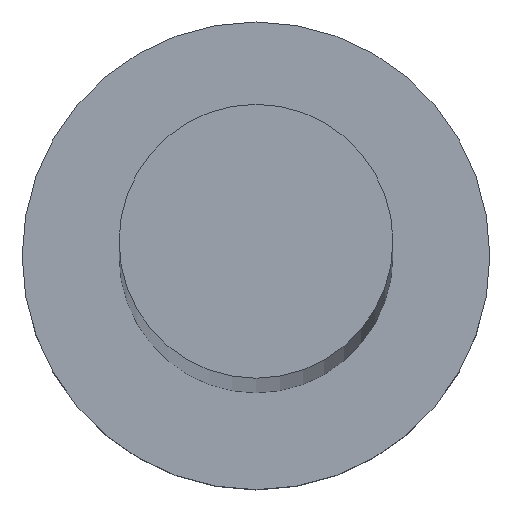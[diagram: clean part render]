
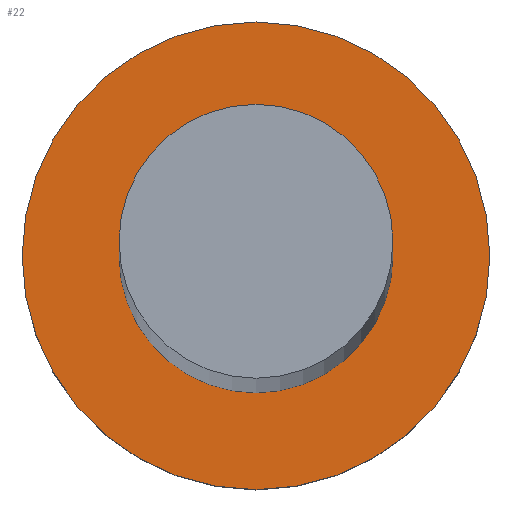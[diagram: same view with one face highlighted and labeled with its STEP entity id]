
A CAD part, top view. The second image highlights one B-rep face of the part: STEP entity #22.
In plain terms, the highlighted planar face has unit normal (0, 0, 1).
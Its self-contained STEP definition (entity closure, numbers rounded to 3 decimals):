
#3 = DIRECTION ( 'NONE',  ( 0., 0., 1. ) ) ;
#5 = AXIS2_PLACEMENT_3D ( 'NONE', #163, #143, #43 ) ;
#6 = CARTESIAN_POINT ( 'NONE',  ( 0., 0., 5. ) ) ;
#9 = ORIENTED_EDGE ( 'NONE', *, *, #147, .F. ) ;
#22 = ADVANCED_FACE ( 'NONE', ( #238, #179 ), #254, .T. ) ;
#26 = CARTESIAN_POINT ( 'NONE',  ( 7., 0., 5. ) ) ;
#30 = DIRECTION ( 'NONE',  ( 1., 0., 0. ) ) ;
#42 = ORIENTED_EDGE ( 'NONE', *, *, #153, .T. ) ;
#43 = DIRECTION ( 'NONE',  ( 1., 0., 0. ) ) ;
#74 = CARTESIAN_POINT ( 'NONE',  ( 0., 0., 5. ) ) ;
#77 = ORIENTED_EDGE ( 'NONE', *, *, #255, .F. ) ;
#80 = CIRCLE ( 'NONE', #218, 7. ) ;
#82 = CIRCLE ( 'NONE', #247, 4.1 ) ;
#88 = ORIENTED_EDGE ( 'NONE', *, *, #182, .T. ) ;
#89 = CARTESIAN_POINT ( 'NONE',  ( -4.1, 0., 5. ) ) ;
#105 = CIRCLE ( 'NONE', #5, 4.1 ) ;
#110 = CARTESIAN_POINT ( 'NONE',  ( -7., 0., 5. ) ) ;
#112 = DIRECTION ( 'NONE',  ( 0., 0., 1. ) ) ;
#113 = AXIS2_PLACEMENT_3D ( 'NONE', #6, #3, #141 ) ;
#123 = AXIS2_PLACEMENT_3D ( 'NONE', #160, #129, #222 ) ;
#124 = DIRECTION ( 'NONE',  ( 0., 0., 1. ) ) ;
#126 = VERTEX_POINT ( 'NONE', #89 ) ;
#129 = DIRECTION ( 'NONE',  ( 0., 0., 1. ) ) ;
#141 = DIRECTION ( 'NONE',  ( 1., 0., 0. ) ) ;
#143 = DIRECTION ( 'NONE',  ( 0., 0., 1. ) ) ;
#147 = EDGE_CURVE ( 'NONE', #225, #126, #105, .T. ) ;
#153 = EDGE_CURVE ( 'NONE', #223, #203, #80, .T. ) ;
#160 = CARTESIAN_POINT ( 'NONE',  ( 0., 0., 5. ) ) ;
#163 = CARTESIAN_POINT ( 'NONE',  ( 0., 0., 5. ) ) ;
#166 = EDGE_LOOP ( 'NONE', ( #77, #9 ) ) ;
#172 = CIRCLE ( 'NONE', #113, 7. ) ;
#179 = FACE_OUTER_BOUND ( 'NONE', #253, .T. ) ;
#182 = EDGE_CURVE ( 'NONE', #203, #223, #172, .T. ) ;
#201 = DIRECTION ( 'NONE',  ( 1., 0., 0. ) ) ;
#203 = VERTEX_POINT ( 'NONE', #110 ) ;
#218 = AXIS2_PLACEMENT_3D ( 'NONE', #241, #124, #201 ) ;
#222 = DIRECTION ( 'NONE',  ( 1., 0., 0. ) ) ;
#223 = VERTEX_POINT ( 'NONE', #26 ) ;
#225 = VERTEX_POINT ( 'NONE', #237 ) ;
#237 = CARTESIAN_POINT ( 'NONE',  ( 4.1, 0., 5. ) ) ;
#238 = FACE_BOUND ( 'NONE', #166, .T. ) ;
#241 = CARTESIAN_POINT ( 'NONE',  ( 0., 0., 5. ) ) ;
#247 = AXIS2_PLACEMENT_3D ( 'NONE', #74, #112, #30 ) ;
#253 = EDGE_LOOP ( 'NONE', ( #88, #42 ) ) ;
#254 = PLANE ( 'NONE',  #123 ) ;
#255 = EDGE_CURVE ( 'NONE', #126, #225, #82, .T. ) ;
